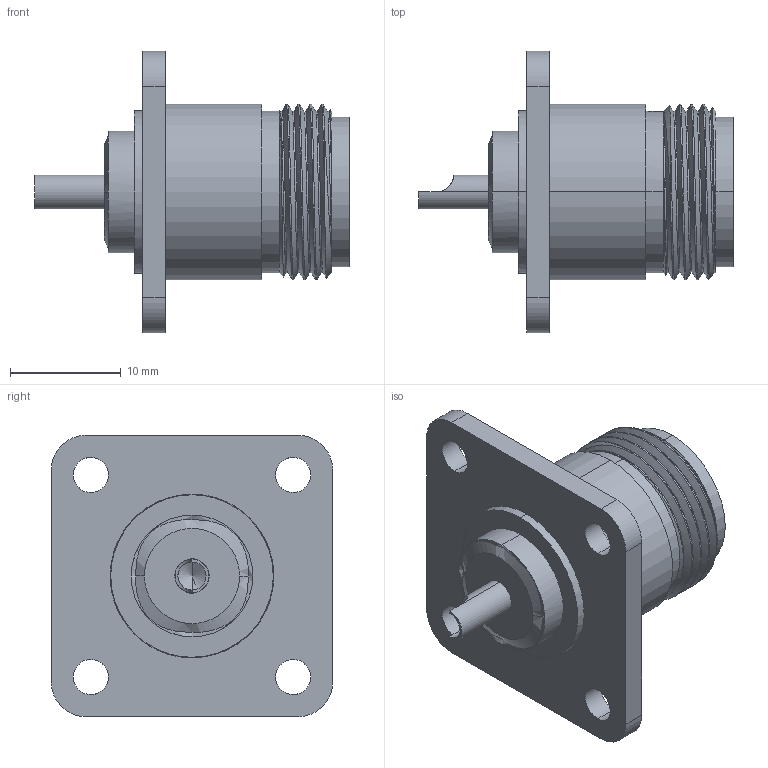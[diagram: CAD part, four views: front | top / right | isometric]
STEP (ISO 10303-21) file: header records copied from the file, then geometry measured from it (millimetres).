
FILE_DESCRIPTION (( 'STEP AP214' ), '1' );
FILE_NAME ('082-97-RFX.STEP', '2023-02-27T12:22:06', ( 'ADMIN' ), ( '' ), 'SwSTEP 2.0', 'SolidWorks 2016', '' );
FILE_SCHEMA (( 'AUTOMOTIVE_DESIGN' ));
Length unit declared in the file: millimetre
Products named in the file (1): 082-97-RFX
Bounding box: 28.4 x 25.4 x 25.4 mm (x, y, z)
Surface area: 3251.3 mm2 (no closed solid volume)
Topology: 0 solids, 5 shells, 85 faces, 218 edges, 142 vertices
Faces by surface type: cylinder 39, plane 21, cone 17, bspline 8
Entity records: 6854 total; most frequent: CARTESIAN_POINT 4934, ORIENTED_EDGE 412, DIRECTION 329, EDGE_CURVE 216, VERTEX_POINT 142, AXIS2_PLACEMENT_3D 129, EDGE_LOOP 103, B_SPLINE_CURVE_WITH_KNOTS 94
